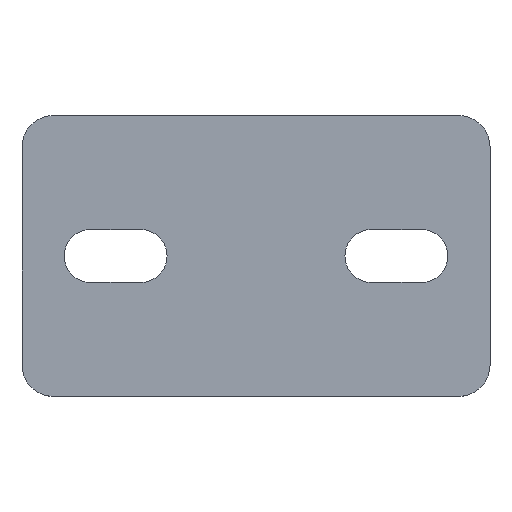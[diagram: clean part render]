
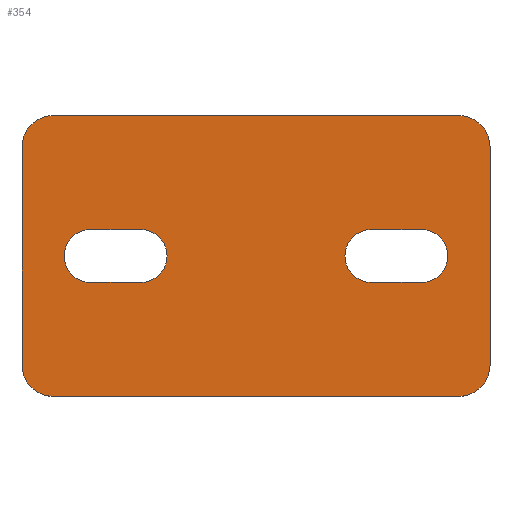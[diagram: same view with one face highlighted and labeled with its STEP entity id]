
A CAD part, top view. The second image highlights one B-rep face of the part: STEP entity #354.
In plain terms, the highlighted planar face has unit normal (0, 0, 1).
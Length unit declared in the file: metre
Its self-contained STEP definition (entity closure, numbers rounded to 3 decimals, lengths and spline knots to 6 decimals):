
#21=CIRCLE('',#372,0.005);
#23=CIRCLE('',#376,0.005);
#25=CIRCLE('',#380,0.005);
#27=CIRCLE('',#384,0.00425);
#29=CIRCLE('',#388,0.00425);
#31=CIRCLE('',#391,0.00425);
#33=CIRCLE('',#395,0.00425);
#35=CIRCLE('',#400,0.005);
#108=ORIENTED_EDGE('',*,*,#174,.T.);
#109=ORIENTED_EDGE('',*,*,#178,.T.);
#110=ORIENTED_EDGE('',*,*,#181,.T.);
#111=ORIENTED_EDGE('',*,*,#185,.F.);
#112=ORIENTED_EDGE('',*,*,#164,.F.);
#113=ORIENTED_EDGE('',*,*,#168,.F.);
#114=ORIENTED_EDGE('',*,*,#171,.F.);
#115=ORIENTED_EDGE('',*,*,#183,.T.);
#116=ORIENTED_EDGE('',*,*,#142,.F.);
#117=ORIENTED_EDGE('',*,*,#146,.T.);
#118=ORIENTED_EDGE('',*,*,#149,.T.);
#119=ORIENTED_EDGE('',*,*,#152,.T.);
#120=ORIENTED_EDGE('',*,*,#155,.T.);
#121=ORIENTED_EDGE('',*,*,#158,.T.);
#122=ORIENTED_EDGE('',*,*,#161,.F.);
#123=ORIENTED_EDGE('',*,*,#187,.T.);
#142=EDGE_CURVE('',#190,#191,#222,.T.);
#146=EDGE_CURVE('',#190,#193,#21,.T.);
#149=EDGE_CURVE('',#193,#195,#227,.T.);
#152=EDGE_CURVE('',#195,#197,#23,.T.);
#155=EDGE_CURVE('',#197,#199,#231,.T.);
#158=EDGE_CURVE('',#199,#201,#25,.T.);
#161=EDGE_CURVE('',#203,#201,#235,.T.);
#164=EDGE_CURVE('',#206,#207,#27,.T.);
#168=EDGE_CURVE('',#209,#206,#240,.T.);
#171=EDGE_CURVE('',#211,#209,#29,.T.);
#174=EDGE_CURVE('',#215,#214,#31,.T.);
#178=EDGE_CURVE('',#214,#217,#246,.T.);
#181=EDGE_CURVE('',#217,#219,#33,.T.);
#183=EDGE_CURVE('',#211,#207,#249,.T.);
#185=EDGE_CURVE('',#215,#219,#251,.T.);
#187=EDGE_CURVE('',#203,#191,#35,.T.);
#190=VERTEX_POINT('',#511);
#191=VERTEX_POINT('',#513);
#193=VERTEX_POINT('',#519);
#195=VERTEX_POINT('',#525);
#197=VERTEX_POINT('',#531);
#199=VERTEX_POINT('',#537);
#201=VERTEX_POINT('',#543);
#203=VERTEX_POINT('',#549);
#206=VERTEX_POINT('',#556);
#207=VERTEX_POINT('',#558);
#209=VERTEX_POINT('',#564);
#211=VERTEX_POINT('',#570);
#214=VERTEX_POINT('',#577);
#215=VERTEX_POINT('',#579);
#217=VERTEX_POINT('',#585);
#219=VERTEX_POINT('',#591);
#222=LINE('',#512,#254);
#227=LINE('',#526,#259);
#231=LINE('',#538,#263);
#235=LINE('',#550,#267);
#240=LINE('',#565,#272);
#246=LINE('',#586,#278);
#249=LINE('',#595,#281);
#251=LINE('',#598,#283);
#254=VECTOR('',#409,1.);
#259=VECTOR('',#422,1.);
#263=VECTOR('',#434,1.);
#267=VECTOR('',#446,1.);
#272=VECTOR('',#459,1.);
#278=VECTOR('',#479,1.);
#281=VECTOR('',#490,1.);
#283=VECTOR('',#494,1.);
#300=EDGE_LOOP('',(#108,#109,#110,#111));
#301=EDGE_LOOP('',(#112,#113,#114,#115));
#302=EDGE_LOOP('',(#116,#117,#118,#119,#120,#121,#122,#123));
#322=FACE_BOUND('',#300,.T.);
#323=FACE_BOUND('',#301,.T.);
#324=FACE_BOUND('',#302,.T.);
#336=PLANE('',#401);
#354=ADVANCED_FACE('',(#322,#323,#324),#336,.T.);
#372=AXIS2_PLACEMENT_3D('',#520,#416,#417);
#376=AXIS2_PLACEMENT_3D('',#532,#428,#429);
#380=AXIS2_PLACEMENT_3D('',#544,#440,#441);
#384=AXIS2_PLACEMENT_3D('',#557,#452,#453);
#388=AXIS2_PLACEMENT_3D('',#571,#465,#466);
#391=AXIS2_PLACEMENT_3D('',#578,#472,#473);
#395=AXIS2_PLACEMENT_3D('',#592,#485,#486);
#400=AXIS2_PLACEMENT_3D('',#601,#499,#500);
#401=AXIS2_PLACEMENT_3D('',#602,#501,#502);
#409=DIRECTION('',(0.,1.,0.));
#416=DIRECTION('',(0.,0.,1.));
#417=DIRECTION('',(1.,0.,0.));
#422=DIRECTION('',(1.,0.,0.));
#428=DIRECTION('',(0.,0.,1.));
#429=DIRECTION('',(1.,0.,0.));
#434=DIRECTION('',(0.,1.,0.));
#440=DIRECTION('',(0.,0.,1.));
#441=DIRECTION('',(1.,0.,0.));
#446=DIRECTION('',(1.,0.,0.));
#452=DIRECTION('',(0.,0.,1.));
#453=DIRECTION('',(1.,0.,0.));
#459=DIRECTION('',(-1.,0.,0.));
#465=DIRECTION('',(0.,0.,1.));
#466=DIRECTION('',(1.,0.,0.));
#472=DIRECTION('',(0.,0.,-1.));
#473=DIRECTION('',(1.,0.,0.));
#479=DIRECTION('',(1.,0.,0.));
#485=DIRECTION('',(0.,0.,-1.));
#486=DIRECTION('',(1.,0.,0.));
#490=DIRECTION('',(-1.,0.,0.));
#494=DIRECTION('',(1.,0.,0.));
#499=DIRECTION('',(0.,0.,1.));
#500=DIRECTION('',(1.,0.,0.));
#501=DIRECTION('',(0.,0.,1.));
#502=DIRECTION('',(1.,0.,0.));
#511=CARTESIAN_POINT('',(0.,0.005,0.005));
#512=CARTESIAN_POINT('',(0.,0.0225,0.005));
#513=CARTESIAN_POINT('',(0.,0.04,0.005));
#519=CARTESIAN_POINT('',(0.005,0.,0.005));
#520=CARTESIAN_POINT('',(0.005,0.005,0.005));
#525=CARTESIAN_POINT('',(0.07,0.,0.005));
#526=CARTESIAN_POINT('',(0.0375,0.,0.005));
#531=CARTESIAN_POINT('',(0.075,0.005,0.005));
#532=CARTESIAN_POINT('',(0.07,0.005,0.005));
#537=CARTESIAN_POINT('',(0.075,0.04,0.005));
#538=CARTESIAN_POINT('',(0.075,0.0225,0.005));
#543=CARTESIAN_POINT('',(0.07,0.045,0.005));
#544=CARTESIAN_POINT('',(0.07,0.04,0.005));
#549=CARTESIAN_POINT('',(0.005,0.045,0.005));
#550=CARTESIAN_POINT('',(0.0375,0.045,0.005));
#556=CARTESIAN_POINT('',(0.056,0.02675,0.005));
#557=CARTESIAN_POINT('',(0.056,0.0225,0.005));
#558=CARTESIAN_POINT('',(0.056,0.01825,0.005));
#564=CARTESIAN_POINT('',(0.064,0.02675,0.005));
#565=CARTESIAN_POINT('',(0.06,0.02675,0.005));
#570=CARTESIAN_POINT('',(0.064,0.01825,0.005));
#571=CARTESIAN_POINT('',(0.064,0.0225,0.005));
#577=CARTESIAN_POINT('',(0.011,0.02675,0.005));
#578=CARTESIAN_POINT('',(0.011,0.0225,0.005));
#579=CARTESIAN_POINT('',(0.011,0.01825,0.005));
#585=CARTESIAN_POINT('',(0.019,0.02675,0.005));
#586=CARTESIAN_POINT('',(0.015,0.02675,0.005));
#591=CARTESIAN_POINT('',(0.019,0.01825,0.005));
#592=CARTESIAN_POINT('',(0.019,0.0225,0.005));
#595=CARTESIAN_POINT('',(0.06,0.01825,0.005));
#598=CARTESIAN_POINT('',(0.015,0.01825,0.005));
#601=CARTESIAN_POINT('',(0.005,0.04,0.005));
#602=CARTESIAN_POINT('',(0.0375,0.0225,0.005));
